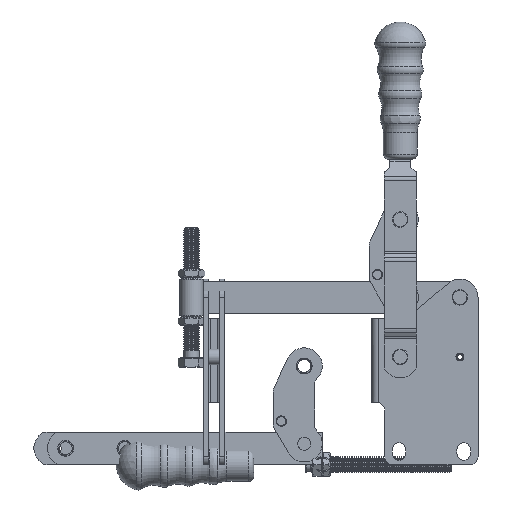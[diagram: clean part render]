
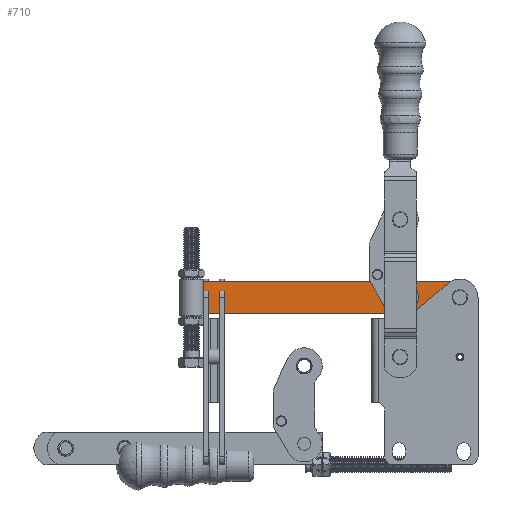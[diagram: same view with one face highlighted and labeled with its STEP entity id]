
A CAD part, front view. The second image highlights one B-rep face of the part: STEP entity #710.
In plain terms, the highlighted face is planar.
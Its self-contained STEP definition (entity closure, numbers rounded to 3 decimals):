
#710 = ADVANCED_FACE( '', ( #1944, #1945, #1946 ), #1947, .T. );
#1944 = FACE_BOUND( '', #4161, .T. );
#1945 = FACE_BOUND( '', #4162, .T. );
#1946 = FACE_OUTER_BOUND( '', #4163, .T. );
#1947 = PLANE( '', #4164 );
#4161 = EDGE_LOOP( '', ( #6346 ) );
#4162 = EDGE_LOOP( '', ( #6347 ) );
#4163 = EDGE_LOOP( '', ( #6348, #6349, #6350, #6351 ) );
#4164 = AXIS2_PLACEMENT_3D( '', #6352, #6353, #6354 );
#6346 = ORIENTED_EDGE( '', *, *, #10369, .F. );
#6347 = ORIENTED_EDGE( '', *, *, #10370, .F. );
#6348 = ORIENTED_EDGE( '', *, *, #10371, .T. );
#6349 = ORIENTED_EDGE( '', *, *, #10372, .T. );
#6350 = ORIENTED_EDGE( '', *, *, #10373, .T. );
#6351 = ORIENTED_EDGE( '', *, *, #10374, .T. );
#6352 = CARTESIAN_POINT( '', ( 0., 0., 0. ) );
#6353 = DIRECTION( '', ( 0., 1., 0. ) );
#6354 = DIRECTION( '', ( 0., 0., 1. ) );
#10369 = EDGE_CURVE( '', #11836, #11836, #11837, .T. );
#10370 = EDGE_CURVE( '', #11838, #11838, #11839, .T. );
#10371 = EDGE_CURVE( '', #11840, #11841, #11842, .T. );
#10372 = EDGE_CURVE( '', #11841, #11843, #11844, .T. );
#10373 = EDGE_CURVE( '', #11843, #11845, #11846, .T. );
#10374 = EDGE_CURVE( '', #11845, #11840, #11847, .T. );
#11836 = VERTEX_POINT( '', #14026 );
#11837 = CIRCLE( '', #14027, 6.05 );
#11838 = VERTEX_POINT( '', #14028 );
#11839 = CIRCLE( '', #14029, 6.05 );
#11840 = VERTEX_POINT( '', #14030 );
#11841 = VERTEX_POINT( '', #14031 );
#11842 = LINE( '', #14032, #14033 );
#11843 = VERTEX_POINT( '', #14034 );
#11844 = CIRCLE( '', #14035, 14. );
#11845 = VERTEX_POINT( '', #14036 );
#11846 = LINE( '', #14037, #14038 );
#11847 = LINE( '', #14039, #14040 );
#14026 = CARTESIAN_POINT( '', ( -152.3, 0., 18.55 ) );
#14027 = AXIS2_PLACEMENT_3D( '', #16924, #16925, #16926 );
#14028 = CARTESIAN_POINT( '', ( -198., 0., 18.55 ) );
#14029 = AXIS2_PLACEMENT_3D( '', #16927, #16928, #16929 );
#14030 = CARTESIAN_POINT( '', ( 0., 0., 0. ) );
#14031 = CARTESIAN_POINT( '', ( -204.305, 0., 0. ) );
#14032 = CARTESIAN_POINT( '', ( 0., 0., 0. ) );
#14033 = VECTOR( '', #16930, 1000. );
#14034 = CARTESIAN_POINT( '', ( -204.305, 0., 25. ) );
#14035 = AXIS2_PLACEMENT_3D( '', #16931, #16932, #16933 );
#14036 = CARTESIAN_POINT( '', ( 0., 0., 25. ) );
#14037 = CARTESIAN_POINT( '', ( -212., 0., 25. ) );
#14038 = VECTOR( '', #16934, 1000. );
#14039 = CARTESIAN_POINT( '', ( 0., 0., 25. ) );
#14040 = VECTOR( '', #16935, 1000. );
#16924 = CARTESIAN_POINT( '', ( -152.3, 0., 12.5 ) );
#16925 = DIRECTION( '', ( 0., 1., 0. ) );
#16926 = DIRECTION( '', ( 0., 0., 1. ) );
#16927 = CARTESIAN_POINT( '', ( -198., 0., 12.5 ) );
#16928 = DIRECTION( '', ( 0., 1., 0. ) );
#16929 = DIRECTION( '', ( 0., 0., 1. ) );
#16930 = DIRECTION( '', ( -1., 0., 0. ) );
#16931 = CARTESIAN_POINT( '', ( -198., 0., 12.5 ) );
#16932 = DIRECTION( '', ( 0., 1., 0. ) );
#16933 = DIRECTION( '', ( 0., 0., 1. ) );
#16934 = DIRECTION( '', ( 1., 0., 0. ) );
#16935 = DIRECTION( '', ( 0., 0., -1. ) );
